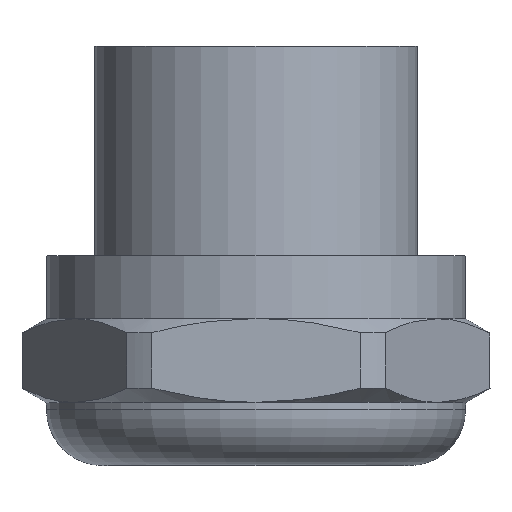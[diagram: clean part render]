
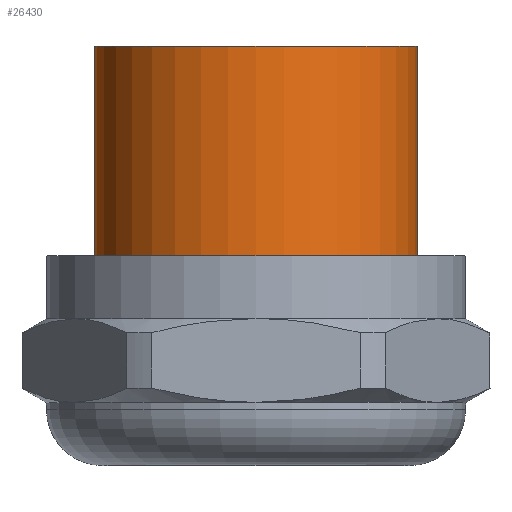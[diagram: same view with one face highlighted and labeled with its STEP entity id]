
A CAD part, top view. The second image highlights one B-rep face of the part: STEP entity #26430.
In plain terms, the highlighted cylindrical face has radius 11.55 mm (diameter 23.1 mm), a partial arc.
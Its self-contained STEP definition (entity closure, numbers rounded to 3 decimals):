
#23970=CARTESIAN_POINT('',(0.,0.,4.));
#23980=DIRECTION('',(0.,0.,-1.));
#23990=DIRECTION('',(-1.,0.,0.));
#24000=AXIS2_PLACEMENT_3D('',#23970,#23980,#23990);
#24010=CIRCLE('',#24000,11.55);
#24040=CARTESIAN_POINT('',(-11.55,0.,4.));
#24050=VERTEX_POINT('',#24040);
#24080=CARTESIAN_POINT('',(11.55,0.,4.));
#24090=VERTEX_POINT('',#24080);
#24100=EDGE_CURVE('',#24050,#24090,#24010,.T.);
#24350=CARTESIAN_POINT('',(11.55,0.,-6.));
#24360=DIRECTION('',(0.,0.,-1.));
#24370=VECTOR('',#24360,1.);
#24380=LINE('',#24350,#24370);
#24390=CARTESIAN_POINT('',(11.55,0.,-15.));
#24400=VERTEX_POINT('',#24390);
#24410=EDGE_CURVE('',#24090,#24400,#24380,.T.);
#24430=CARTESIAN_POINT('',(0.,0.,-15.));
#24440=DIRECTION('',(0.,0.,-1.));
#24450=DIRECTION('',(-1.,0.,0.));
#24460=AXIS2_PLACEMENT_3D('',#24430,#24440,#24450);
#24470=CIRCLE('',#24460,11.55);
#24520=CARTESIAN_POINT('',(-11.55,0.,-15.));
#24530=VERTEX_POINT('',#24520);
#24560=CARTESIAN_POINT('',(-11.55,0.,-6.));
#24570=DIRECTION('',(0.,0.,-1.));
#24580=VECTOR('',#24570,1.);
#24590=LINE('',#24560,#24580);
#24600=EDGE_CURVE('',#24050,#24530,#24590,.T.);
#24790=EDGE_CURVE('',#24530,#24400,#24470,.T.);
#26320=CARTESIAN_POINT('',(0.,0.,-6.));
#26330=DIRECTION('',(0.,0.,-1.));
#26340=DIRECTION('',(-1.,0.,0.));
#26350=AXIS2_PLACEMENT_3D('',#26320,#26330,#26340);
#26360=CYLINDRICAL_SURFACE('',#26350,11.55);
#26370=ORIENTED_EDGE('',*,*,#24790,.F.);
#26380=ORIENTED_EDGE('',*,*,#24410,.T.);
#26390=ORIENTED_EDGE('',*,*,#24100,.T.);
#26400=ORIENTED_EDGE('',*,*,#24600,.F.);
#26410=EDGE_LOOP('',(#26400,#26390,#26380,#26370));
#26420=FACE_OUTER_BOUND('',#26410,.T.);
#26430=ADVANCED_FACE('',(#26420),#26360,.T.);
